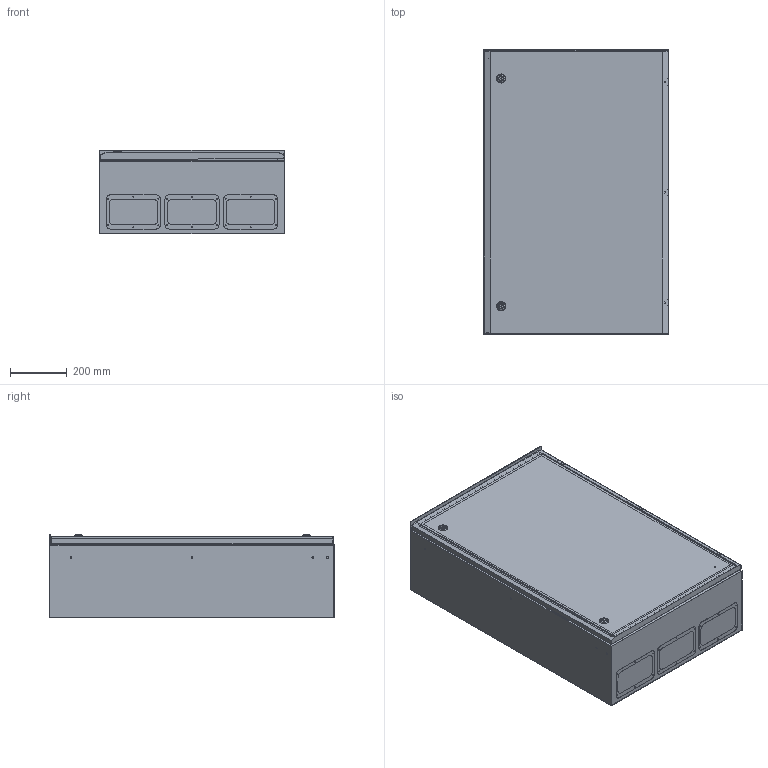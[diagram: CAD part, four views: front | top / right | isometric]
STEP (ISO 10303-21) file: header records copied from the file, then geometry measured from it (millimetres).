
FILE_DESCRIPTION (( 'STEP AP214' ), '1' );
FILE_NAME ('YKM42-05-54-P Êîðïóñ ìåòàëëè÷åñêèé ÙÌÏ-5-2 74 Ó1 IP54 PRO.STEP', '2016-08-11T11:37:57', ( 'user' ), ( '' ), 'SwSTEP 2.0', 'SolidWorks 2014', '' );
FILE_SCHEMA (( 'AUTOMOTIVE_DESIGN' ));
Length unit declared in the file: millimetre
Products named in the file (3): ﾄ粢 ﾙﾌﾏ-5-2 IP54; Îáîëî÷êà ÙÌÏ-5-2 IP54; YKM42-05-54-P Êîðïóñ ìåòàëëè÷åñêèé ÙÌÏ-5-2 74 Ó1 IP54 PRO
Assembly tree (2 placements, depth 2):
  YKM42-05-54-P Êîðïóñ ìåòàëëè÷åñêèé ÙÌÏ-5-2 74 Ó1 IP54 PRO
    Îáîëî÷êà ÙÌÏ-5-2 IP54
    ﾄ粢 ﾙﾌﾏ-5-2 IP54
Bounding box: 650 x 1001 x 293.4 mm (x, y, z)
Volume: 4557051.6 mm3; surface area: 6052418.4 mm2
Topology: 16 solids, 16 shells, 913 faces, 2265 edges, 1427 vertices
Faces by surface type: plane 521, cylinder 298, cone 64, bspline 22, torus 8
Entity records: 28160 total; most frequent: CARTESIAN_POINT 5901, ORIENTED_EDGE 4522, DIRECTION 4468, EDGE_CURVE 2261, AXIS2_PLACEMENT_3D 1532, VERTEX_POINT 1427, LINE 1404, VECTOR 1404
